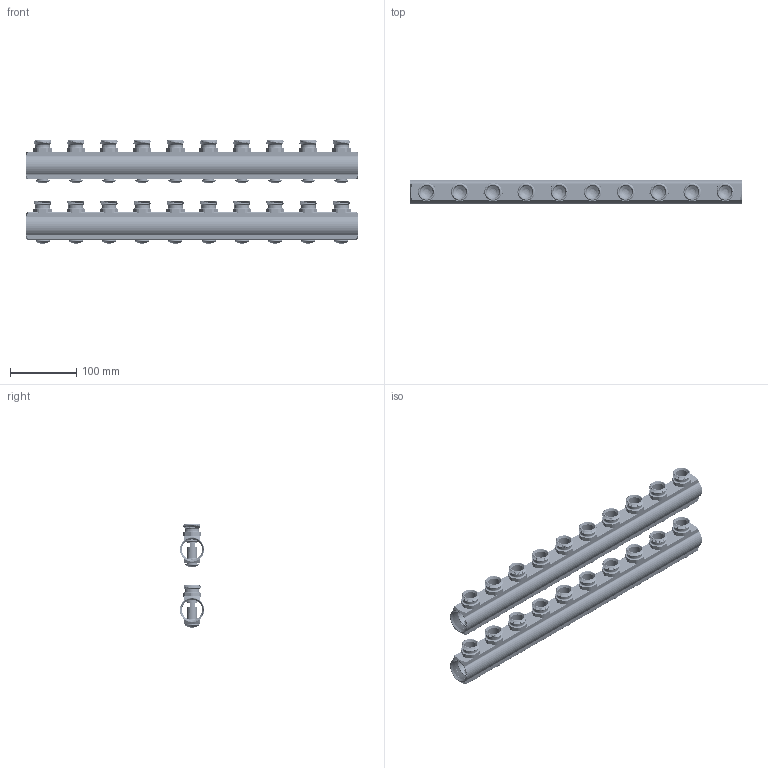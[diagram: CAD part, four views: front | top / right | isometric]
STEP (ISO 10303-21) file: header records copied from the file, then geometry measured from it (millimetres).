
FILE_DESCRIPTION((''),'2;1');
FILE_NAME('088U0550_ASM','2023-05-17T09:18:33',('U258971'),(''),'CREO PARAMETRIC BY PTC INC, 2020342','CREO PARAMETRIC BY PTC INC, 2020342','');
FILE_SCHEMA(('CONFIG_CONTROL_DESIGN'));
Length unit declared in the file: millimetre
Products named in the file (6): 088U7307_10LOOPS_19; 088U7304_16_1; 088U7310_ASM_12_1_ASM; 088U0593-MANIFOLD_12_1; 088U0545_ASM_1_1_ASM; 088U0550_ASM
Assembly tree (44 placements, depth 4):
  088U0550_ASM
    088U0545_ASM_1_1_ASM
      088U7307_10LOOPS_19  x2
      088U7310_ASM_12_1_ASM  x20
        088U7304_16_1
      088U0593-MANIFOLD_12_1  x20
Bounding box: 500 x 36.55 x 155.78 mm (x, y, z)
Volume: 595698.1 mm3; surface area: 476458.5 mm2
Topology: 42 solids, 128 shells, 4950 faces, 13972 edges, 9256 vertices
Faces by surface type: cylinder 2234, bspline 768, plane 704, cone 656, torus 488, sphere 80, extrusion 20
Entity records: 41494 total; most frequent: CARTESIAN_POINT 23936, ORIENTED_EDGE 4084, DIRECTION 3000, EDGE_CURVE 2077, VERTEX_POINT 1415, AXIS2_PLACEMENT_3D 1265, B_SPLINE_CURVE_WITH_KNOTS 956, EDGE_LOOP 747
